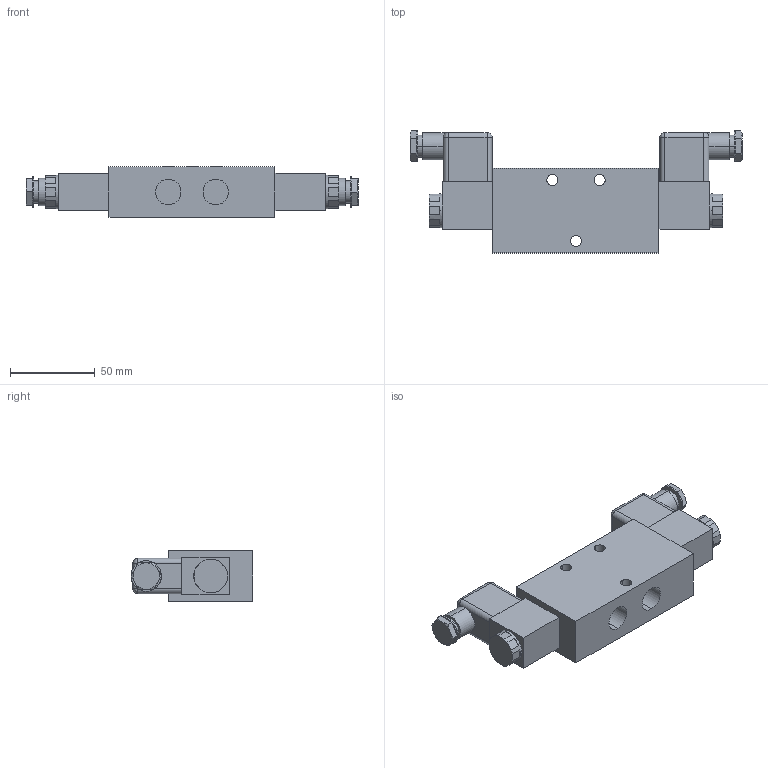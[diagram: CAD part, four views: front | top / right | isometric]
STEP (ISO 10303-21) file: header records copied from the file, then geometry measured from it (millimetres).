
FILE_DESCRIPTION (( 'STEP AP203' ), '1' );
FILE_NAME ('MH.320.101.STEP', '2018-11-21T15:00:33', ( '' ), ( '' ), 'SwSTEP 2.0', 'SolidWorks 2013', '' );
FILE_SCHEMA (( 'CONFIG_CONTROL_DESIGN' ));
Length unit declared in the file: millimetre
Products named in the file (1): MH.320.101
Bounding box: 196 x 72 x 30 mm (x, y, z)
Volume: 220278.4 mm3; surface area: 37049.6 mm2
Topology: 1 solids, 1 shells, 197 faces, 468 edges, 290 vertices
Faces by surface type: plane 117, cylinder 64, cone 8, bspline 8
Entity records: 5925 total; most frequent: CARTESIAN_POINT 1268, DIRECTION 986, ORIENTED_EDGE 920, EDGE_CURVE 460, AXIS2_PLACEMENT_3D 368, VERTEX_POINT 290, VECTOR 250, LINE 250
